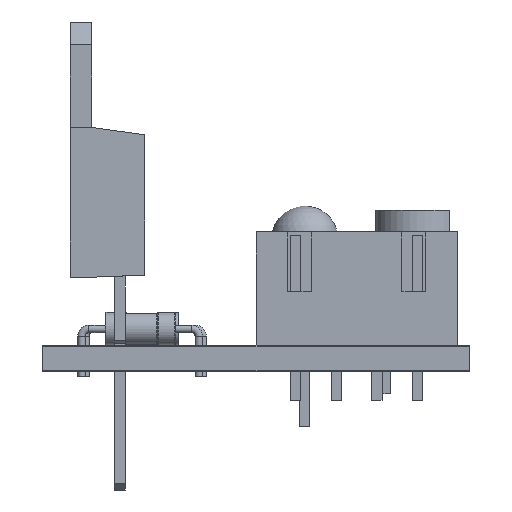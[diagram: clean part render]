
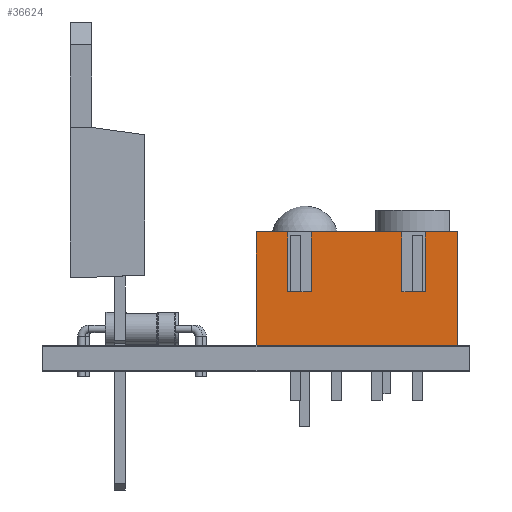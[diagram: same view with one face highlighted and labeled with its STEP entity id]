
A CAD part, left-side view. The second image highlights one B-rep face of the part: STEP entity #36624.
In plain terms, the highlighted face is planar.
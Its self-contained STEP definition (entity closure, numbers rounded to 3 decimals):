
#2402=PLANE('',#39832);
#4321=FACE_OUTER_BOUND('',#6851,.T.);
#6851=EDGE_LOOP('',(#33315,#33316,#33317,#33318,#33319,#33320,#33321,#33322,
#33323,#33324,#33325,#33326));
#10567=LINE('',#59215,#14494);
#10599=LINE('',#59280,#14526);
#10607=LINE('',#59297,#14534);
#10608=LINE('',#59299,#14535);
#10609=LINE('',#59301,#14536);
#10610=LINE('',#59303,#14537);
#10611=LINE('',#59305,#14538);
#10612=LINE('',#59307,#14539);
#10613=LINE('',#59309,#14540);
#10614=LINE('',#59311,#14541);
#10615=LINE('',#59312,#14542);
#10616=LINE('',#59313,#14543);
#14494=VECTOR('',#49046,1000.);
#14526=VECTOR('',#49096,1000.);
#14534=VECTOR('',#49108,1000.);
#14535=VECTOR('',#49109,1000.);
#14536=VECTOR('',#49110,1000.);
#14537=VECTOR('',#49111,1000.);
#14538=VECTOR('',#49112,1000.);
#14539=VECTOR('',#49113,1000.);
#14540=VECTOR('',#49114,1000.);
#14541=VECTOR('',#49115,1000.);
#14542=VECTOR('',#49116,1000.);
#14543=VECTOR('',#49117,1000.);
#18948=VERTEX_POINT('',#59208);
#18951=VERTEX_POINT('',#59213);
#18975=VERTEX_POINT('',#59279);
#18981=VERTEX_POINT('',#59295);
#18982=VERTEX_POINT('',#59296);
#18983=VERTEX_POINT('',#59298);
#18984=VERTEX_POINT('',#59300);
#18985=VERTEX_POINT('',#59302);
#18986=VERTEX_POINT('',#59304);
#18987=VERTEX_POINT('',#59306);
#18988=VERTEX_POINT('',#59308);
#18989=VERTEX_POINT('',#59310);
#23781=EDGE_CURVE('',#18951,#18948,#10567,.T.);
#23813=EDGE_CURVE('',#18975,#18948,#10599,.T.);
#23821=EDGE_CURVE('',#18981,#18982,#10607,.T.);
#23822=EDGE_CURVE('',#18983,#18982,#10608,.T.);
#23823=EDGE_CURVE('',#18984,#18983,#10609,.T.);
#23824=EDGE_CURVE('',#18985,#18984,#10610,.T.);
#23825=EDGE_CURVE('',#18985,#18986,#10611,.T.);
#23826=EDGE_CURVE('',#18987,#18986,#10612,.T.);
#23827=EDGE_CURVE('',#18988,#18987,#10613,.T.);
#23828=EDGE_CURVE('',#18989,#18988,#10614,.T.);
#23829=EDGE_CURVE('',#18989,#18975,#10615,.T.);
#23830=EDGE_CURVE('',#18981,#18951,#10616,.T.);
#33315=ORIENTED_EDGE('',*,*,#23821,.T.);
#33316=ORIENTED_EDGE('',*,*,#23822,.F.);
#33317=ORIENTED_EDGE('',*,*,#23823,.F.);
#33318=ORIENTED_EDGE('',*,*,#23824,.F.);
#33319=ORIENTED_EDGE('',*,*,#23825,.T.);
#33320=ORIENTED_EDGE('',*,*,#23826,.F.);
#33321=ORIENTED_EDGE('',*,*,#23827,.F.);
#33322=ORIENTED_EDGE('',*,*,#23828,.F.);
#33323=ORIENTED_EDGE('',*,*,#23829,.T.);
#33324=ORIENTED_EDGE('',*,*,#23813,.T.);
#33325=ORIENTED_EDGE('',*,*,#23781,.F.);
#33326=ORIENTED_EDGE('',*,*,#23830,.F.);
#36624=ADVANCED_FACE('',(#4321),#2402,.F.);
#39832=AXIS2_PLACEMENT_3D('',#59294,#49106,#49107);
#49046=DIRECTION('',(-1.,0.,0.));
#49096=DIRECTION('',(0.,-1.,0.));
#49106=DIRECTION('center_axis',(0.,0.,-1.));
#49107=DIRECTION('ref_axis',(-1.,0.,0.));
#49108=DIRECTION('',(-1.,0.,0.));
#49109=DIRECTION('',(0.,1.,0.));
#49110=DIRECTION('',(1.,0.,0.));
#49111=DIRECTION('',(0.,-1.,0.));
#49112=DIRECTION('',(-1.,0.,0.));
#49113=DIRECTION('',(0.,1.,0.));
#49114=DIRECTION('',(1.,0.,0.));
#49115=DIRECTION('',(0.,-1.,0.));
#49116=DIRECTION('',(-1.,0.,0.));
#49117=DIRECTION('',(0.,-1.,0.));
#59208=CARTESIAN_POINT('',(-6.2,0.,2.875));
#59213=CARTESIAN_POINT('',(6.2,0.,2.875));
#59215=CARTESIAN_POINT('',(6.2,0.,2.875));
#59279=CARTESIAN_POINT('',(-6.2,7.,2.875));
#59280=CARTESIAN_POINT('',(-6.2,0.,2.875));
#59294=CARTESIAN_POINT('Origin',(6.2,0.,2.875));
#59295=CARTESIAN_POINT('',(6.2,7.,2.875));
#59296=CARTESIAN_POINT('',(4.25,7.,2.875));
#59297=CARTESIAN_POINT('',(6.2,7.,2.875));
#59298=CARTESIAN_POINT('',(4.25,3.3,2.875));
#59299=CARTESIAN_POINT('',(4.25,7.,2.875));
#59300=CARTESIAN_POINT('',(2.8,3.3,2.875));
#59301=CARTESIAN_POINT('',(4.25,3.3,2.875));
#59302=CARTESIAN_POINT('',(2.8,7.,2.875));
#59303=CARTESIAN_POINT('',(2.8,7.,2.875));
#59304=CARTESIAN_POINT('',(-2.8,7.,2.875));
#59305=CARTESIAN_POINT('',(6.2,7.,2.875));
#59306=CARTESIAN_POINT('',(-2.8,3.3,2.875));
#59307=CARTESIAN_POINT('',(-2.8,7.,2.875));
#59308=CARTESIAN_POINT('',(-4.25,3.3,2.875));
#59309=CARTESIAN_POINT('',(-4.25,3.3,2.875));
#59310=CARTESIAN_POINT('',(-4.25,7.,2.875));
#59311=CARTESIAN_POINT('',(-4.25,7.,2.875));
#59312=CARTESIAN_POINT('',(6.2,7.,2.875));
#59313=CARTESIAN_POINT('',(6.2,0.,2.875));
